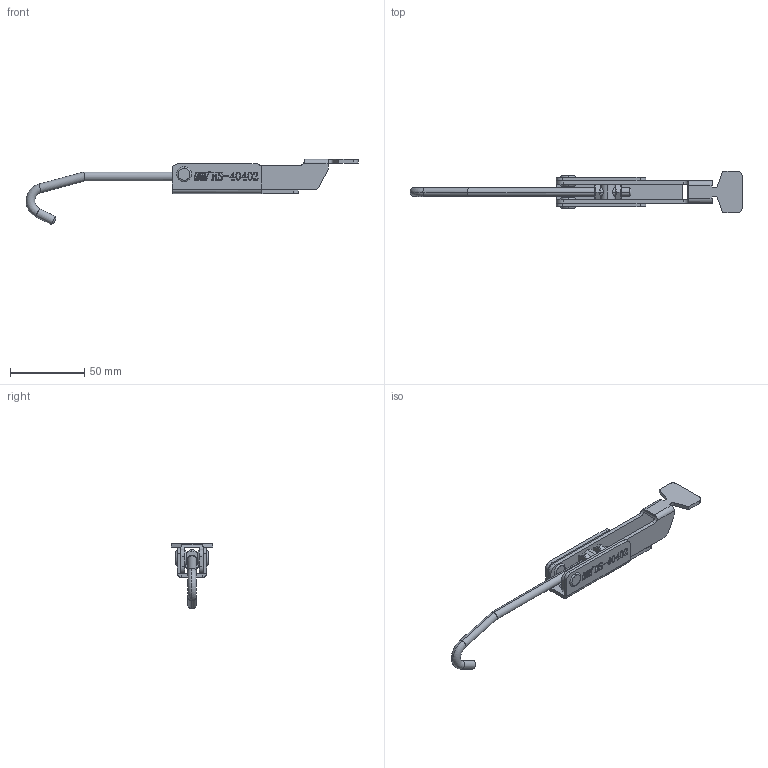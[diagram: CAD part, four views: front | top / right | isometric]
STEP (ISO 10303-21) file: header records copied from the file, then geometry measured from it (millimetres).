
FILE_DESCRIPTION (( 'STEP AP203' ), '1' );
FILE_NAME ('HS-40402 装配体.STEP', '2018-12-07T06:55:06', ( 'PCOS' ), ( '微软中国' ), 'SwSTEP 2.0', 'SolidWorks 2012', '' );
FILE_SCHEMA (( 'CONFIG_CONTROL_DESIGN' ));
Length unit declared in the file: millimetre
Products named in the file (7): HS-40402 蚾饜极; hex thin nuts-grades ab-chamfered gb_GB_FASTENER_NUT_STNAB M8-N; 种粣; 种; 挴裝; 忒梟; 菁釱
Assembly tree (8 placements, depth 2):
  HS-40402 蚾饜极
    菁釱
    忒梟
    挴裝
    种  x2
    种粣
    hex thin nuts-grades ab-chamfered gb_GB_FASTENER_NUT_STNAB M8-N  x2
Bounding box: 223.61 x 28 x 43.92 mm (x, y, z)
Volume: 25334 mm3; surface area: 22897.1 mm2
Topology: 8 solids, 8 shells, 520 faces, 1359 edges, 890 vertices
Faces by surface type: plane 276, bspline 123, cylinder 91, cone 20, torus 10
Entity records: 21234 total; most frequent: CARTESIAN_POINT 8915, ORIENTED_EDGE 2602, DIRECTION 1987, EDGE_CURVE 1301, VERTEX_POINT 854, VECTOR 839, LINE 839, AXIS2_PLACEMENT_3D 574
